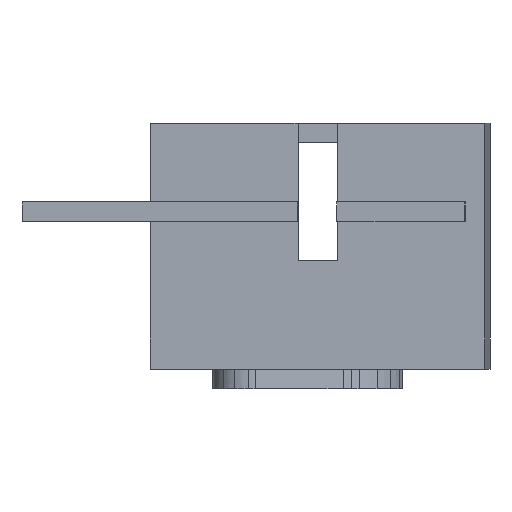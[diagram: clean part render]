
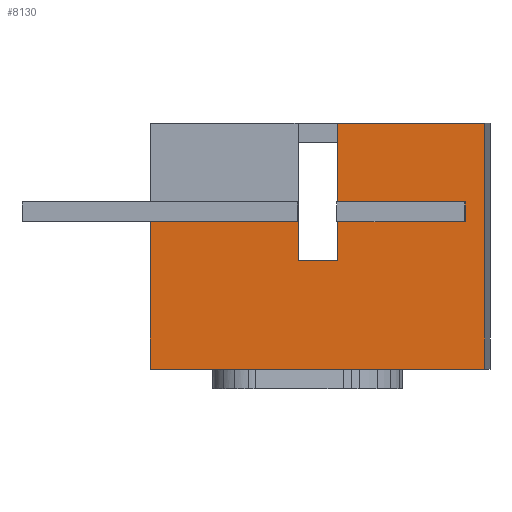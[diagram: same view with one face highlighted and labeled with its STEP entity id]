
A CAD part, front view. The second image highlights one B-rep face of the part: STEP entity #8130.
In plain terms, the highlighted planar face has unit normal (-0.005, -1, 0).
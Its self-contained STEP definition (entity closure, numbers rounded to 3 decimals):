
#874=PLANE('',#8396);
#1299=FACE_OUTER_BOUND('',#1758,.T.);
#1758=EDGE_LOOP('',(#7214,#7215,#7216,#7217,#7218,#7219,#7220,#7221,#7222,
#7223,#7224,#7225));
#1926=LINE('',#9824,#2642);
#1948=LINE('',#9909,#2664);
#2499=LINE('',#15521,#3215);
#2512=LINE('',#15544,#3228);
#2514=LINE('',#15549,#3230);
#2519=LINE('',#15559,#3235);
#2521=LINE('',#15563,#3237);
#2522=LINE('',#15564,#3238);
#2523=LINE('',#15565,#3239);
#2524=LINE('',#15567,#3240);
#2525=LINE('',#15569,#3241);
#2526=LINE('',#15570,#3242);
#2642=VECTOR('',#8522,10.);
#2664=VECTOR('',#8610,10.);
#3215=VECTOR('',#9455,10.);
#3228=VECTOR('',#9478,10.);
#3230=VECTOR('',#9484,10.);
#3235=VECTOR('',#9493,10.);
#3237=VECTOR('',#9497,10.);
#3238=VECTOR('',#9498,10.);
#3239=VECTOR('',#9499,10.);
#3240=VECTOR('',#9500,10.);
#3241=VECTOR('',#9501,10.);
#3242=VECTOR('',#9502,10.);
#3361=VERTEX_POINT('',#9821);
#3362=VERTEX_POINT('',#9823);
#3391=VERTEX_POINT('',#9907);
#3392=VERTEX_POINT('',#9908);
#4044=VERTEX_POINT('',#15517);
#4046=VERTEX_POINT('',#15520);
#4051=VERTEX_POINT('',#15542);
#4052=VERTEX_POINT('',#15548);
#4055=VERTEX_POINT('',#15558);
#4056=VERTEX_POINT('',#15562);
#4057=VERTEX_POINT('',#15566);
#4058=VERTEX_POINT('',#15568);
#4151=EDGE_CURVE('',#3361,#3362,#1926,.F.);
#4193=EDGE_CURVE('',#3391,#3392,#1948,.T.);
#5173=EDGE_CURVE('',#4046,#4044,#2499,.T.);
#5186=EDGE_CURVE('',#4051,#4044,#2512,.T.);
#5188=EDGE_CURVE('',#3392,#4052,#2514,.T.);
#5193=EDGE_CURVE('',#4052,#4055,#2519,.T.);
#5195=EDGE_CURVE('',#4051,#4056,#2521,.F.);
#5196=EDGE_CURVE('',#4056,#3362,#2522,.F.);
#5197=EDGE_CURVE('',#3361,#3391,#2523,.T.);
#5198=EDGE_CURVE('',#4055,#4057,#2524,.T.);
#5199=EDGE_CURVE('',#4057,#4058,#2525,.T.);
#5200=EDGE_CURVE('',#4058,#4046,#2526,.T.);
#7214=ORIENTED_EDGE('',*,*,#5173,.T.);
#7215=ORIENTED_EDGE('',*,*,#5186,.F.);
#7216=ORIENTED_EDGE('',*,*,#5195,.T.);
#7217=ORIENTED_EDGE('',*,*,#5196,.T.);
#7218=ORIENTED_EDGE('',*,*,#4151,.F.);
#7219=ORIENTED_EDGE('',*,*,#5197,.T.);
#7220=ORIENTED_EDGE('',*,*,#4193,.T.);
#7221=ORIENTED_EDGE('',*,*,#5188,.T.);
#7222=ORIENTED_EDGE('',*,*,#5193,.T.);
#7223=ORIENTED_EDGE('',*,*,#5198,.T.);
#7224=ORIENTED_EDGE('',*,*,#5199,.T.);
#7225=ORIENTED_EDGE('',*,*,#5200,.T.);
#8130=ADVANCED_FACE('',(#1299),#874,.T.);
#8396=AXIS2_PLACEMENT_3D('',#15561,#9495,#9496);
#8522=DIRECTION('',(-1.,0.005,0.));
#8610=DIRECTION('',(1.,-0.005,0.));
#9455=DIRECTION('',(-1.,0.005,0.));
#9478=DIRECTION('',(0.,0.,1.));
#9484=DIRECTION('',(0.,0.,-1.));
#9493=DIRECTION('',(-1.,0.005,0.));
#9495=DIRECTION('center_axis',(-0.005,-1.,
0.));
#9496=DIRECTION('ref_axis',(1.,-0.005,0.));
#9497=DIRECTION('',(-1.,0.005,0.));
#9498=DIRECTION('',(0.,0.,-1.));
#9499=DIRECTION('',(0.,0.,-1.));
#9500=DIRECTION('',(0.,0.,-1.));
#9501=DIRECTION('',(-1.,0.005,0.));
#9502=DIRECTION('',(0.,0.,1.));
#9821=CARTESIAN_POINT('',(16.99,-2.081,25.));
#9823=CARTESIAN_POINT('',(31.99,-2.152,25.));
#9824=CARTESIAN_POINT('',(7.49,-2.036,25.));
#9907=CARTESIAN_POINT('',(16.99,-2.081,17.));
#9908=CARTESIAN_POINT('',(29.99,-2.143,17.));
#9909=CARTESIAN_POINT('',(11.74,-2.056,17.));
#15517=CARTESIAN_POINT('',(-2.01,-1.99,15.));
#15520=CARTESIAN_POINT('',(12.99,-2.062,15.));
#15521=CARTESIAN_POINT('',(3.74,-2.018,15.));
#15542=CARTESIAN_POINT('',(-2.01,-1.99,0.));
#15544=CARTESIAN_POINT('',(-2.01,-1.99,0.));
#15548=CARTESIAN_POINT('',(29.99,-2.143,15.));
#15549=CARTESIAN_POINT('',(29.99,-2.143,7.5));
#15558=CARTESIAN_POINT('',(16.99,-2.081,15.));
#15559=CARTESIAN_POINT('',(11.74,-2.056,15.));
#15561=CARTESIAN_POINT('Origin',(-0.01,-2.,
0.));
#15562=CARTESIAN_POINT('',(31.99,-2.152,0.));
#15563=CARTESIAN_POINT('',(7.49,-2.036,0.));
#15564=CARTESIAN_POINT('',(31.99,-2.152,0.));
#15565=CARTESIAN_POINT('',(16.99,-2.081,12.5));
#15566=CARTESIAN_POINT('',(16.99,-2.081,11.));
#15567=CARTESIAN_POINT('',(16.99,-2.081,12.5));
#15568=CARTESIAN_POINT('',(12.99,-2.062,11.));
#15569=CARTESIAN_POINT('',(8.49,-2.04,11.));
#15570=CARTESIAN_POINT('',(12.99,-2.062,5.5));
